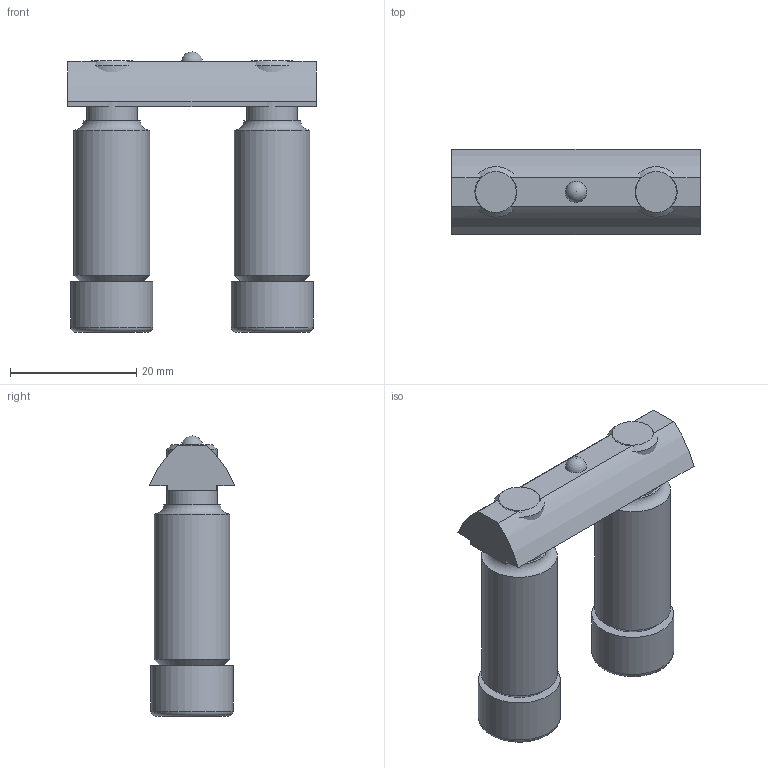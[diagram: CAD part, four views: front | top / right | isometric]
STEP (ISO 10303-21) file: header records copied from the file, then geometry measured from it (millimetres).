
FILE_DESCRIPTION(/* description */ ('KriTec Doppelnutenstein 8 St 2x Gewinde M8 L=39,4mm Lochstich 25,4mm'),/* implementation_level */ '2;1');
FILE_NAME(/* name */ '13007_KriTec_Systemverbinder_8_40.stp',/* time_stamp */ '2017-01-12T13:31:02+01:00',/* author */ ('M.Maron'),/* organization */ (''),/* preprocessor_version */ 'ST-DEVELOPER v16.1',/* originating_system */ 'Autodesk Inventor 2016',/* authorisation */ '');
FILE_SCHEMA (('AUTOMOTIVE_DESIGN { 1 0 10303 214 3 1 1 }'));
Length unit declared in the file: millimetre
Products named in the file (4): 13564_KriTec_Doppelnutenstein_8_St_2x_Gewinde_M8_L39_Lochstich_25,4; Gewindehülse Systemverbinder 8; ISO 4762 - M8 x 35DIN EN ISO 10.9; 13007_KriTec_Systemverbinder_8_40
Assembly tree (5 placements, depth 2):
  13007_KriTec_Systemverbinder_8_40
    13564_KriTec_Doppelnutenstein_8_St_2x_Gewinde_M8_L39_Lochstich_25,4
    Gewindehülse Systemverbinder 8  x2
    ISO 4762 - M8 x 35DIN EN ISO 10.9  x2
Bounding box: 39.4 x 13.5 x 44.4 mm (x, y, z)
Volume: 10408.5 mm3; surface area: 8164.2 mm2
Topology: 5 solids, 5 shells, 93 faces, 238 edges, 155 vertices
Faces by surface type: plane 68, cylinder 12, cone 6, torus 6, sphere 1
Full cylindrical faces by diameter (mm): 6.647 x2, 8 x2, 8.2 x2, 12 x2, 13 x2
Entity records: 1710 total; most frequent: CARTESIAN_POINT 339, DIRECTION 274, ORIENTED_EDGE 246, EDGE_CURVE 123, AXIS2_PLACEMENT_3D 98, VERTEX_POINT 87, LINE 78, VECTOR 78
